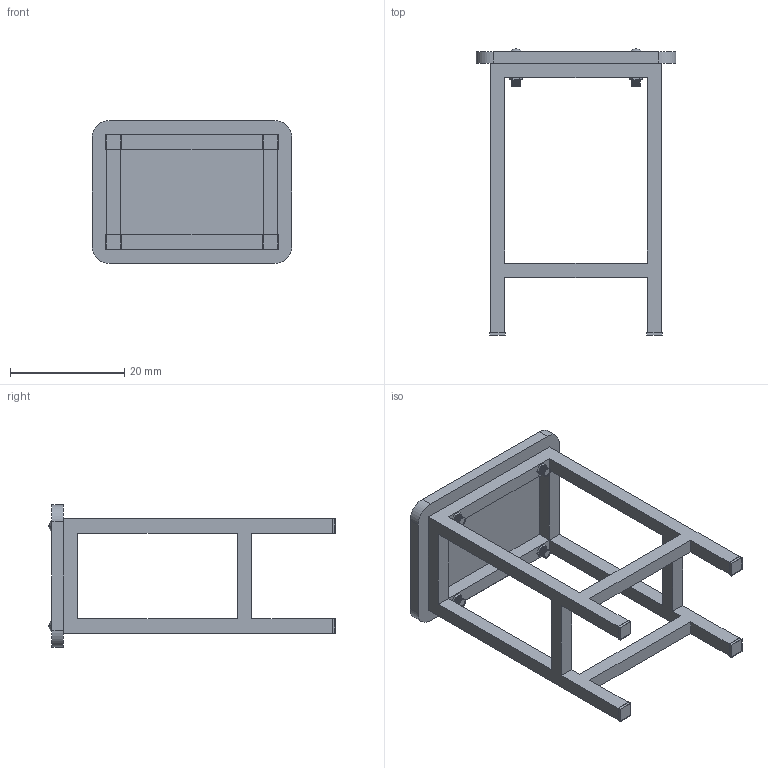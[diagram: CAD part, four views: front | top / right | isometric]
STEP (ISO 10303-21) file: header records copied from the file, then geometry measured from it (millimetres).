
FILE_DESCRIPTION (( 'STEP AP214' ), '1' );
FILE_NAME ('脾赽.STEP', '2025-01-17T12:26:52', ( '' ), ( '' ), 'SwSTEP 2.0', 'SolidWorks 2024', '' );
FILE_SCHEMA (( 'AUTOMOTIVE_DESIGN' ));
Length unit declared in the file: millimetre
Products named in the file (6): 凳板; 螺丝; 脚垫; 凳子; 四肢; 螺钉帽
Assembly tree (14 placements, depth 2):
  凳子
    四肢
    凳板
    螺丝  x4
    螺钉帽  x4
    脚垫  x4
Bounding box: 35 x 50.14 x 25 mm (x, y, z)
Volume: 3897.1 mm3; surface area: 5811.8 mm2
Topology: 10 solids, 18 shells, 427 faces, 1144 edges, 748 vertices
Faces by surface type: cylinder 248, plane 147, bspline 24, torus 8
Entity records: 7867 total; most frequent: CARTESIAN_POINT 3973, ORIENTED_EDGE 840, DIRECTION 696, EDGE_CURVE 421, VERTEX_POINT 274, LINE 246, VECTOR 246, AXIS2_PLACEMENT_3D 225
